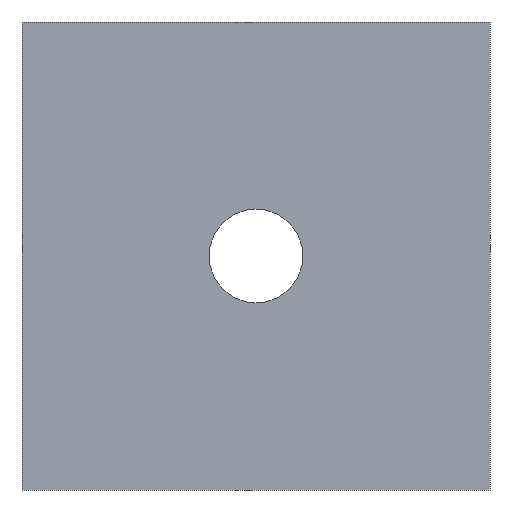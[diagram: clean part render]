
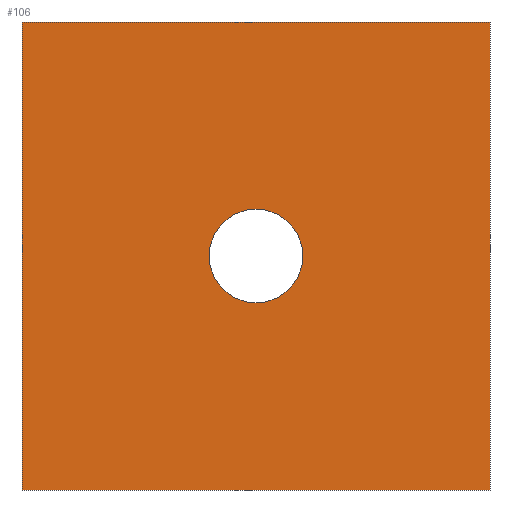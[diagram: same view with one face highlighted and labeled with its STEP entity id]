
A CAD part, front view. The second image highlights one B-rep face of the part: STEP entity #106.
In plain terms, the highlighted planar face has unit normal (0, -1, 0).
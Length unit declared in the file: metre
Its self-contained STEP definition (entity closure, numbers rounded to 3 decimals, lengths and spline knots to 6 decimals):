
#70 = EDGE_CURVE( '', #145, #146, #147, .T. );
#76 = EDGE_CURVE( '', #154, #145, #155, .T. );
#78 = EDGE_CURVE( '', #157, #146, #158, .T. );
#80 = EDGE_CURVE( '', #160, #160, #161, .T. );
#92 = EDGE_CURVE( '', #157, #154, #175, .T. );
#106 = ADVANCED_FACE( '', ( #195, #196 ), #197, .T. );
#145 = VERTEX_POINT( '', #224 );
#146 = VERTEX_POINT( '', #225 );
#147 = LINE( '', #226, #227 );
#154 = VERTEX_POINT( '', #237 );
#155 = LINE( '', #238, #239 );
#157 = VERTEX_POINT( '', #242 );
#158 = LINE( '', #243, #244 );
#160 = VERTEX_POINT( '', #247 );
#161 = CIRCLE( '', #248, 0.1 );
#175 = LINE( '', #273, #274 );
#195 = FACE_BOUND( '', #297, .T. );
#196 = FACE_OUTER_BOUND( '', #298, .T. );
#197 = PLANE( '', #299 );
#224 = CARTESIAN_POINT( '', ( 0., -0.005, 1. ) );
#225 = CARTESIAN_POINT( '', ( -1., -0.005, 1. ) );
#226 = CARTESIAN_POINT( '', ( 0.25, -0.005, 1. ) );
#227 = VECTOR( '', #307, 1. );
#237 = CARTESIAN_POINT( '', ( 0., -0.005, 0. ) );
#238 = CARTESIAN_POINT( '', ( 0., -0.005, 0. ) );
#239 = VECTOR( '', #317, 1. );
#242 = CARTESIAN_POINT( '', ( -1., -0.005, 0. ) );
#243 = CARTESIAN_POINT( '', ( -1., -0.005, 0. ) );
#244 = VECTOR( '', #318, 1. );
#247 = CARTESIAN_POINT( '', ( -0.5, -0.005, 0.4 ) );
#248 = AXIS2_PLACEMENT_3D( '', #319, #320, #321 );
#273 = CARTESIAN_POINT( '', ( 0.25, -0.005, 0. ) );
#274 = VECTOR( '', #327, 1. );
#297 = EDGE_LOOP( '', ( #366 ) );
#298 = EDGE_LOOP( '', ( #367, #368, #369, #370 ) );
#299 = AXIS2_PLACEMENT_3D( '', #371, #372, #373 );
#307 = DIRECTION( '', ( -1., 0., 0. ) );
#317 = DIRECTION( '', ( 0., 0., 1. ) );
#318 = DIRECTION( '', ( 0., 0., 1. ) );
#319 = CARTESIAN_POINT( '', ( -0.5, -0.005, 0.5 ) );
#320 = DIRECTION( '', ( 0., -1., 0. ) );
#321 = DIRECTION( '', ( 0., 0., -1. ) );
#327 = DIRECTION( '', ( 1., 0., 0. ) );
#366 = ORIENTED_EDGE( '', *, *, #80, .F. );
#367 = ORIENTED_EDGE( '', *, *, #76, .T. );
#368 = ORIENTED_EDGE( '', *, *, #70, .T. );
#369 = ORIENTED_EDGE( '', *, *, #78, .F. );
#370 = ORIENTED_EDGE( '', *, *, #92, .T. );
#371 = CARTESIAN_POINT( '', ( 0.25, -0.005, 0. ) );
#372 = DIRECTION( '', ( 0., -1., 0. ) );
#373 = DIRECTION( '', ( 0., 0., -1. ) );
